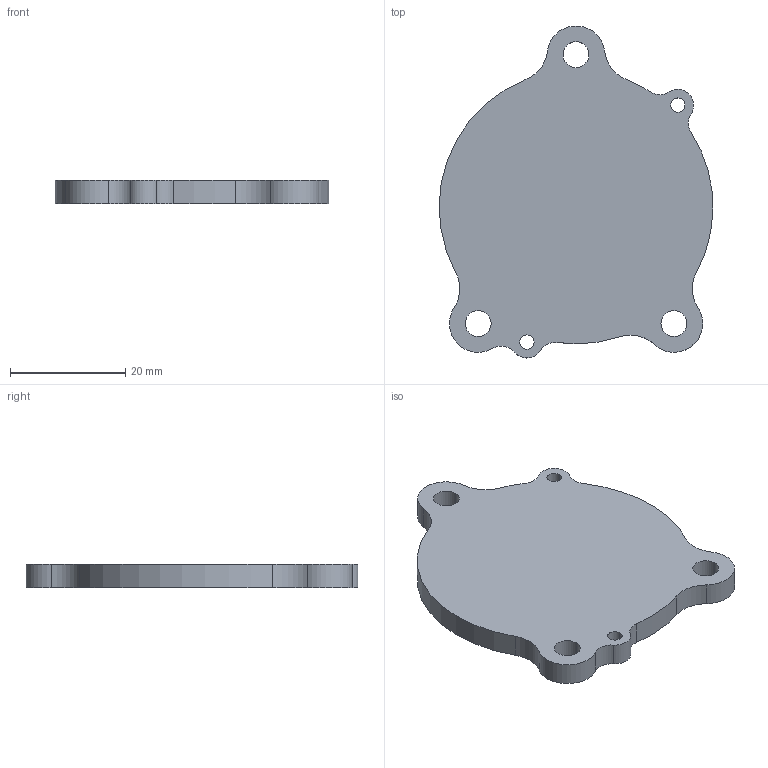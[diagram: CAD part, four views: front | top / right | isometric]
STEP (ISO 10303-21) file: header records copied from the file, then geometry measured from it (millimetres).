
FILE_DESCRIPTION(('CATIA V5 STEP Exchange'),'2;1');
FILE_NAME('泵盖.stp','2018-10-24T07:36:18+00:00',('none'),('none'),'CATIA Version 5 Release 17 (IN-10)','CATIA V5 STEP AP203','none');
FILE_SCHEMA(('CONFIG_CONTROL_DESIGN'));
Length unit declared in the file: millimetre
Products named in the file (1): endcap
Bounding box: 47.58 x 57.67 x 4 mm (x, y, z)
Volume: 6744.7 mm3; surface area: 5751 mm2
Topology: 1 solids, 1 shells, 65 faces, 172 edges, 113 vertices
Faces by surface type: cylinder 49, plane 14, cone 2
Entity records: 1960 total; most frequent: ORIENTED_EDGE 344, CARTESIAN_POINT 343, DIRECTION 272, EDGE_CURVE 172, AXIS2_PLACEMENT_3D 154, VERTEX_POINT 113, CIRCLE 102, EDGE_LOOP 79
